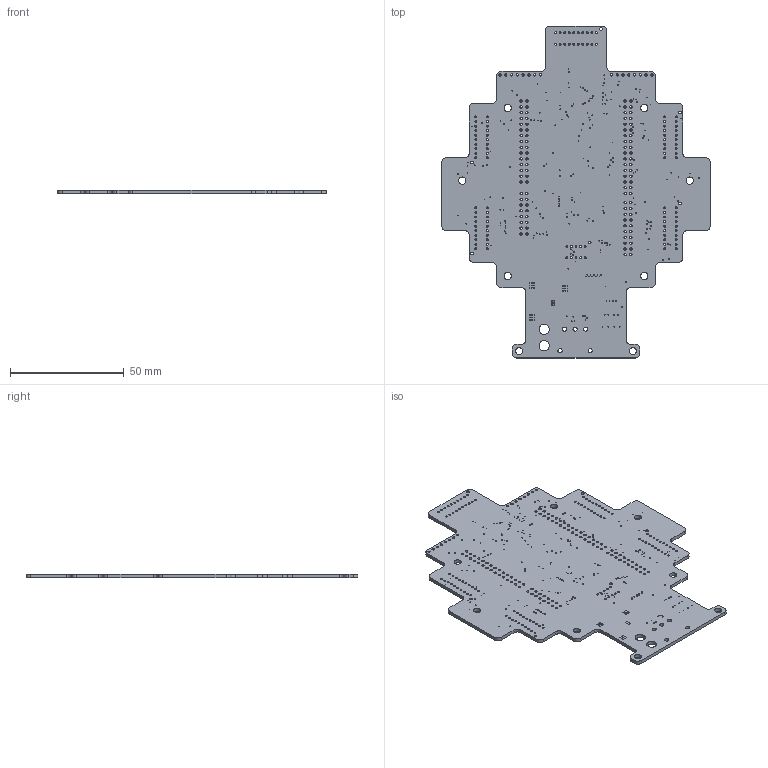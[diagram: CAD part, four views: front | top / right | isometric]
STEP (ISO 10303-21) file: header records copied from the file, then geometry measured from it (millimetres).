
FILE_DESCRIPTION(/* description */ (''),/* implementation_level */ '2;1');
FILE_NAME(/* name */ 'Board_ipt_e07f6478.STEP',/* time_stamp */ '2021-11-25T09:42:38-03:00',/* author */ ('jg_ma'),/* organization */ (''),/* preprocessor_version */ 'ST-DEVELOPER v18.1',/* originating_system */ 'Autodesk Inventor 2020',/* authorisation */ '');
FILE_SCHEMA (('AUTOMOTIVE_DESIGN { 1 0 10303 214 3 1 1 }'));
Length unit declared in the file: millimetre
Products named in the file (1): Board
Bounding box: 118 x 146 x 1.57 mm (x, y, z)
Volume: 16909.9 mm3; surface area: 24139 mm2
Topology: 1 solids, 1 shells, 590 faces, 1764 edges, 1176 vertices
Faces by surface type: cylinder 556, plane 34
Full cylindrical faces by diameter (mm): 0.35 x277, 0.85 x110, 1.016 x16, 1.02 x100, 1.2 x6, 1.85 x5, 3.2 x8, 4.5 x2
Entity records: 23219 total; most frequent: DIRECTION 4058, CARTESIAN_POINT 3531, ORIENTED_EDGE 3528, EDGE_CURVE 1764, AXIS2_PLACEMENT_3D 1703, EDGE_LOOP 1638, VERTEX_POINT 1176, CIRCLE 1112
